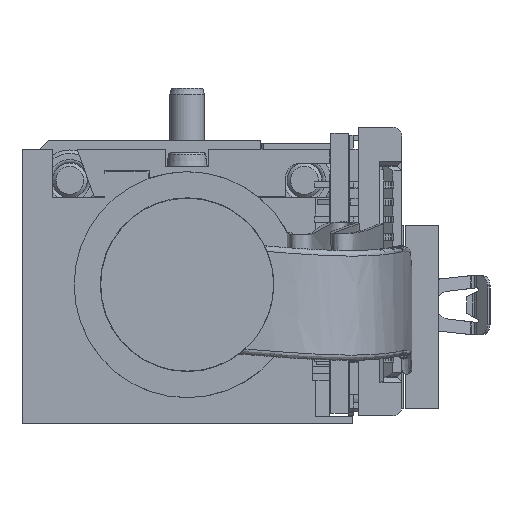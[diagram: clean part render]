
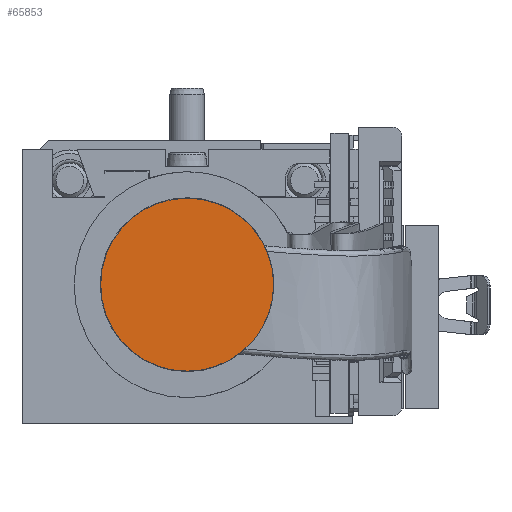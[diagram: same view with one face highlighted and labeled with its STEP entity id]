
A CAD part, left-side view. The second image highlights one B-rep face of the part: STEP entity #65853.
In plain terms, the highlighted planar face has unit normal (-1, 0, 0).
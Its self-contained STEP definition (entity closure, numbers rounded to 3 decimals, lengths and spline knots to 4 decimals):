
#16173=PLANE('',#69393);
#18990=FACE_OUTER_BOUND('',#22452,.T.);
#22452=EDGE_LOOP('',(#45725));
#26366=CIRCLE('',#69391,4.975);
#29465=VERTEX_POINT('',#95139);
#35862=EDGE_CURVE('',#29465,#29465,#26366,.T.);
#45725=ORIENTED_EDGE('',*,*,#35862,.F.);
#65853=ADVANCED_FACE('',(#18990),#16173,.F.);
#69391=AXIS2_PLACEMENT_3D('',#95140,#76017,#76018);
#69393=AXIS2_PLACEMENT_3D('',#95143,#76021,#76022);
#76017=DIRECTION('center_axis',(1.,0.,0.));
#76018=DIRECTION('ref_axis',(0.,-1.,0.));
#76021=DIRECTION('center_axis',(1.,0.,0.));
#76022=DIRECTION('ref_axis',(0.,-1.,0.));
#95139=CARTESIAN_POINT('',(-53.8,4.975,8.));
#95140=CARTESIAN_POINT('Origin',(-53.8,0.,8.));
#95143=CARTESIAN_POINT('Origin',(-53.8,0.,8.));
